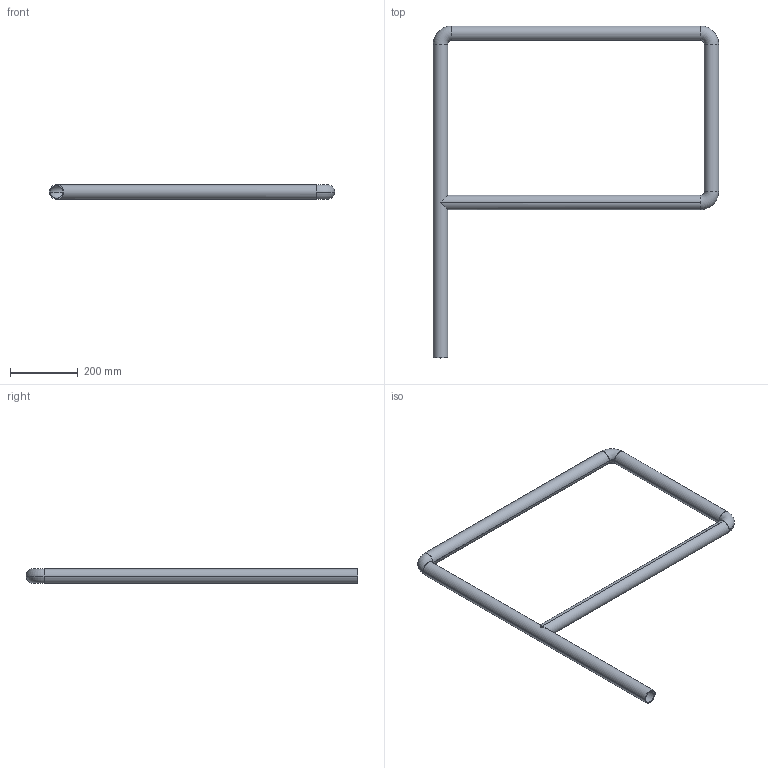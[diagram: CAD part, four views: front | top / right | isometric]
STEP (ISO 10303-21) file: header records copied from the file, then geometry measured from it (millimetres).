
FILE_DESCRIPTION (( 'STEP AP203' ), '1' );
FILE_NAME ('3467-95-15_REV_.step', '2026-01-04T05:02:40', ( '' ), ( '' ), 'SwSTEP 2.0', 'SolidWorks 2025', '' );
FILE_SCHEMA (( 'CONFIG_CONTROL_DESIGN' ));
Length unit declared in the file: millimetre
Products named in the file (3): OEM-32NB-SRB_Default<As Machined>; 3467-95-15_REV_; 3467-95-15-10_Default<As Machined>
Assembly tree (4 placements, depth 2):
  3467-95-15_REV_
    3467-95-15-10_Default<As Machined>
    OEM-32NB-SRB_Default<As Machined>  x3
Bounding box: 842.4 x 980.2 x 42.4 mm (x, y, z)
Volume: 1183247.3 mm3; surface area: 745380.6 mm2
Topology: 7 solids, 7 shells, 43 faces, 90 edges, 60 vertices
Faces by surface type: cylinder 18, plane 13, torus 12
Entity records: 1369 total; most frequent: CARTESIAN_POINT 294, DIRECTION 174, ORIENTED_EDGE 132, AXIS2_PLACEMENT_3D 78, EDGE_CURVE 66, VERTEX_POINT 44, CIRCLE 40, EDGE_LOOP 40
